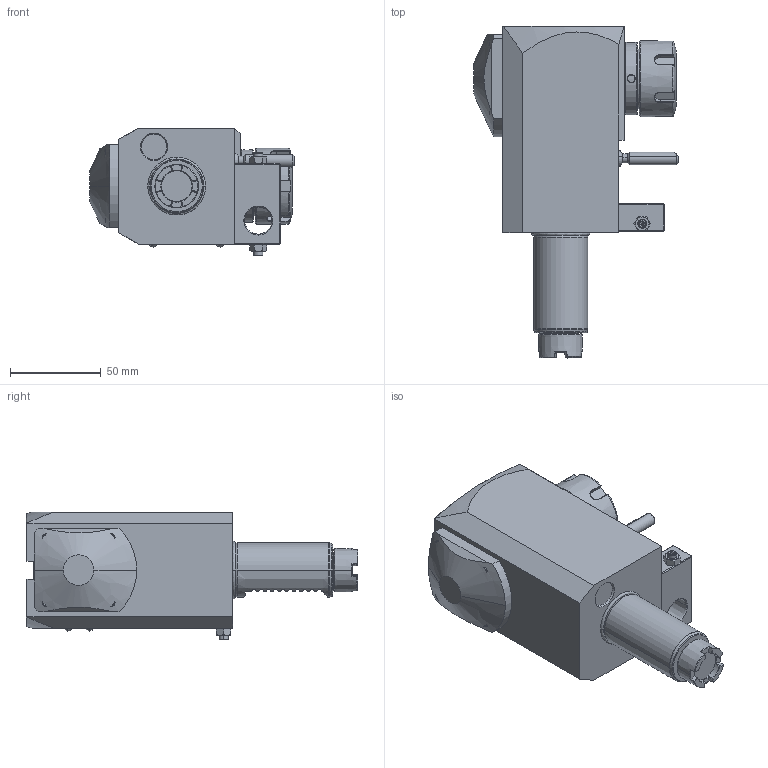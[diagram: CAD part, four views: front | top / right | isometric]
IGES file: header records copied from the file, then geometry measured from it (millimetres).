
Start section:  PTC IGES file: ngt1_30_251_25_1_1_85ja.igs
Global section: file name: ngt1_30_251_25_1_1_85ja.igs; native system: Pro/ENGINEER by Parametric Technology Corporation; preprocessor: 2010280; author: vali; organization: Unknown; date: 20170310.085643; units: millimetre
Bounding box: 112.88 x 183 x 70.5 mm (x, y, z)
Volume: 583906 mm3; surface area: 57651.3 mm2
Topology: 1 solids, 1 shells, 509 faces, 1273 edges, 782 vertices
Faces by surface type: bspline 292, revolution 217
